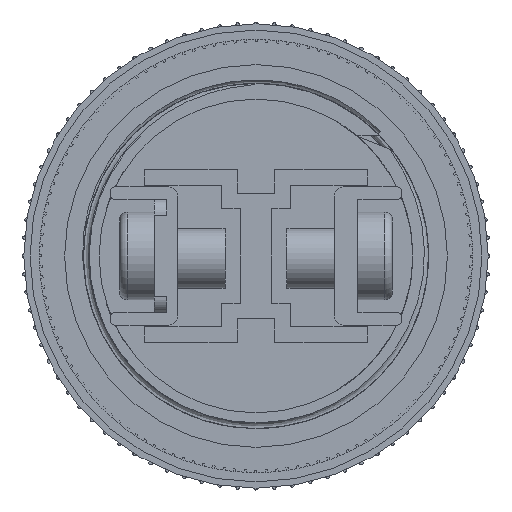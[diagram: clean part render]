
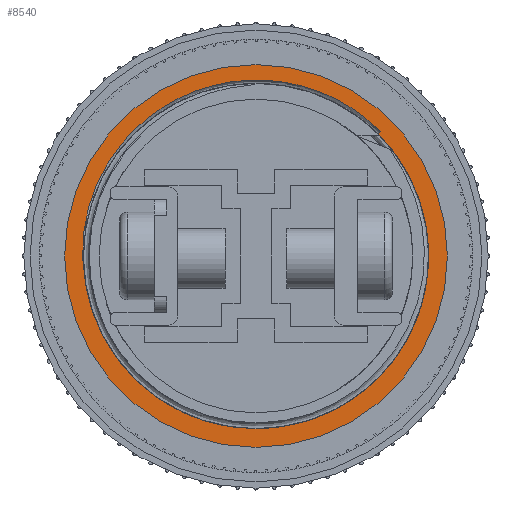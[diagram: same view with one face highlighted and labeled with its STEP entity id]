
A CAD part, front view. The second image highlights one B-rep face of the part: STEP entity #8540.
In plain terms, the highlighted planar face has unit normal (0, -1, 0).
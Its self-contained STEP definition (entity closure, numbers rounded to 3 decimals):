
#541 = CARTESIAN_POINT ( 'NONE',  ( 7.944, 20., 7.944 ) ) ;
#651 = CARTESIAN_POINT ( 'NONE',  ( 7.528, 20., 8.359 ) ) ;
#713 = CARTESIAN_POINT ( 'NONE',  ( 7.082, 20., 8.739 ) ) ;
#911 = CARTESIAN_POINT ( 'NONE',  ( 6.135, 20., 9.427 ) ) ;
#1036 = CARTESIAN_POINT ( 'NONE',  ( 5.631, 20., 9.735 ) ) ;
#1100 = CARTESIAN_POINT ( 'NONE',  ( 4.595, 20., 10.263 ) ) ;
#1115 = CIRCLE ( 'NONE', #9684, 11. ) ;
#1213 = CARTESIAN_POINT ( 'NONE',  ( 4.06, 20., 10.485 ) ) ;
#1382 = CARTESIAN_POINT ( 'NONE',  ( 2.954, 20., 10.846 ) ) ;
#1571 = CARTESIAN_POINT ( 'NONE',  ( 2.379, 20., 10.985 ) ) ;
#1607 = ORIENTED_EDGE ( 'NONE', *, *, #10289, .T. ) ;
#1828 = CARTESIAN_POINT ( 'NONE',  ( 1.228, 20., 11.169 ) ) ;
#1972 = DIRECTION ( 'NONE',  ( 0., 1., 0. ) ) ;
#1998 = CARTESIAN_POINT ( 'NONE',  ( 0.651, 20., 11.216 ) ) ;
#2472 = EDGE_CURVE ( 'NONE', #17635, #47503, #22967, .T. ) ;
#2715 = CARTESIAN_POINT ( 'NONE',  ( -0.22, 20., 11.218 ) ) ;
#2831 = CARTESIAN_POINT ( 'NONE',  ( -0.511, 20., 11.208 ) ) ;
#2901 = CARTESIAN_POINT ( 'NONE',  ( -1.095, 20., 11.164 ) ) ;
#3345 = CARTESIAN_POINT ( 'NONE',  ( -1.388, 20., 11.13 ) ) ;
#3449 = CARTESIAN_POINT ( 'NONE',  ( -2.253, 20., 10.995 ) ) ;
#3638 = CARTESIAN_POINT ( 'NONE',  ( -2.818, 20., 10.861 ) ) ;
#3689 = EDGE_CURVE ( 'NONE', #32883, #46929, #26147, .T. ) ;
#3706 = CARTESIAN_POINT ( 'NONE',  ( -3.646, 20., 10.595 ) ) ;
#3829 = CARTESIAN_POINT ( 'NONE',  ( -3.919, 20., 10.495 ) ) ;
#3895 = CARTESIAN_POINT ( 'NONE',  ( -4.459, 20., 10.274 ) ) ;
#3903 = CARTESIAN_POINT ( 'NONE',  ( -4.727, 20., 10.152 ) ) ;
#4072 = CARTESIAN_POINT ( 'NONE',  ( -6.034, 20., 9.491 ) ) ;
#4081 = CARTESIAN_POINT ( 'NONE',  ( -6.976, 20., 8.812 ) ) ;
#4264 = VECTOR ( 'NONE', #11441, 1000. ) ;
#4378 = CARTESIAN_POINT ( 'NONE',  ( -8.644, 20., 7.156 ) ) ;
#4736 = CARTESIAN_POINT ( 'NONE',  ( -9.329, 20., 6.22 ) ) ;
#4798 = CARTESIAN_POINT ( 'NONE',  ( -10.129, 20., 4.652 ) ) ;
#4922 = CARTESIAN_POINT ( 'NONE',  ( -10.353, 20., 4.112 ) ) ;
#5059 = CARTESIAN_POINT ( 'NONE',  ( -10.709, 20., 3.008 ) ) ;
#5106 = CARTESIAN_POINT ( 'NONE',  ( -10.843, 20., 2.443 ) ) ;
#5176 = CARTESIAN_POINT ( 'NONE',  ( -10.976, 20., 1.575 ) ) ;
#5531 = CARTESIAN_POINT ( 'NONE',  ( -11.008, 20., 1.282 ) ) ;
#5641 = CARTESIAN_POINT ( 'NONE',  ( -11.049, 20., 0.698 ) ) ;
#5702 = CARTESIAN_POINT ( 'NONE',  ( -11.057, 20., 0.407 ) ) ;
#5712 = CARTESIAN_POINT ( 'NONE',  ( -10.879, 20., -1.627 ) ) ;
#6014 = EDGE_CURVE ( 'NONE', #47503, #17635, #30320, .T. ) ;
#6094 = EDGE_CURVE ( 'NONE', #37734, #46929, #16836, .T. ) ;
#7409 = CARTESIAN_POINT ( 'NONE',  ( -10.991, 20., -1.05 ) ) ;
#8540 = ADVANCED_FACE ( 'NONE', ( #23926, #31976 ), #28328, .F. ) ;
#8702 = CARTESIAN_POINT ( 'NONE',  ( -11.046, 20., -0.466 ) ) ;
#8717 = AXIS2_PLACEMENT_3D ( 'NONE', #9935, #26019, #25951 ) ;
#9044 = DIRECTION ( 'NONE',  ( 0., 1., 0. ) ) ;
#9684 = AXIS2_PLACEMENT_3D ( 'NONE', #27137, #1972, #31095 ) ;
#9935 = CARTESIAN_POINT ( 'NONE',  ( 0., 20., 0. ) ) ;
#10289 = EDGE_CURVE ( 'NONE', #37734, #26193, #24348, .T. ) ;
#10462 = ORIENTED_EDGE ( 'NONE', *, *, #3689, .T. ) ;
#10530 = EDGE_CURVE ( 'NONE', #26193, #32883, #1115, .T. ) ;
#11383 = CARTESIAN_POINT ( 'NONE',  ( 0., 20., 0. ) ) ;
#11441 = DIRECTION ( 'NONE',  ( 0.707, 0., 0.707 ) ) ;
#12054 = DIRECTION ( 'NONE',  ( 0., 0., 1. ) ) ;
#12065 = DIRECTION ( 'NONE',  ( 0., 1., 0. ) ) ;
#12103 = CARTESIAN_POINT ( 'NONE',  ( 0., 20., 0. ) ) ;
#13206 = AXIS2_PLACEMENT_3D ( 'NONE', #27586, #27428, #27416 ) ;
#16836 = LINE ( 'NONE', #11383, #4264 ) ;
#17635 = VERTEX_POINT ( 'NONE', #36206 ) ;
#20531 = ORIENTED_EDGE ( 'NONE', *, *, #6014, .F. ) ;
#22967 = CIRCLE ( 'NONE', #8717, 12.2 ) ;
#23926 = FACE_OUTER_BOUND ( 'NONE', #34687, .T. ) ;
#24348 = CIRCLE ( 'NONE', #30157, 11. ) ;
#25682 = CARTESIAN_POINT ( 'NONE',  ( 0., 20., -11. ) ) ;
#25951 = DIRECTION ( 'NONE',  ( 0., 0., 1. ) ) ;
#26019 = DIRECTION ( 'NONE',  ( 0., 1., 0. ) ) ;
#26147 = B_SPLINE_CURVE_WITH_KNOTS ( 'NONE', 3,
 ( #5712, #7409, #8702, #5702, #5641, #5531, #5176, #5106, #5059, #4922, #4798, #4736, #4378, #4081, #4072, #3903, #3895, #3829, #3706, #3638, #3449, #3345, #2901, #2831, #2715, #1998, #1828, #1571, #1382, #1213, #1100, #1036, #911, #713, #651, #541 ),
 .UNSPECIFIED., .F., .F.,
 ( 4, 2, 2, 2, 2, 2, 2, 2, 2, 2, 2, 2, 2, 2, 2, 2, 2, 4 ),
 ( 0.029, 0.03, 0.031, 0.032, 0.034, 0.036, 0.039, 0.043, 0.044, 0.045, 0.046, 0.047, 0.048, 0.05, 0.052, 0.054, 0.055, 0.057 ),
 .UNSPECIFIED. ) ;
#26193 = VERTEX_POINT ( 'NONE', #25682 ) ;
#27137 = CARTESIAN_POINT ( 'NONE',  ( 0., 20., 0. ) ) ;
#27416 = DIRECTION ( 'NONE',  ( 0., 0., 1. ) ) ;
#27428 = DIRECTION ( 'NONE',  ( 0., 1., 0. ) ) ;
#27586 = CARTESIAN_POINT ( 'NONE',  ( 0., 20., 0. ) ) ;
#28328 = PLANE ( 'NONE',  #13206 ) ;
#28586 = ORIENTED_EDGE ( 'NONE', *, *, #2472, .F. ) ;
#30157 = AXIS2_PLACEMENT_3D ( 'NONE', #33642, #9044, #37581 ) ;
#30320 = CIRCLE ( 'NONE', #43762, 12.2 ) ;
#31095 = DIRECTION ( 'NONE',  ( 0., 0., 1. ) ) ;
#31976 = FACE_BOUND ( 'NONE', #44937, .T. ) ;
#32883 = VERTEX_POINT ( 'NONE', #45605 ) ;
#33642 = CARTESIAN_POINT ( 'NONE',  ( 0., 20., 0. ) ) ;
#34687 = EDGE_LOOP ( 'NONE', ( #20531, #28586 ) ) ;
#36206 = CARTESIAN_POINT ( 'NONE',  ( 0., 20., 12.2 ) ) ;
#37581 = DIRECTION ( 'NONE',  ( 0., 0., 1. ) ) ;
#37734 = VERTEX_POINT ( 'NONE', #44328 ) ;
#38329 = ORIENTED_EDGE ( 'NONE', *, *, #6094, .F. ) ;
#43762 = AXIS2_PLACEMENT_3D ( 'NONE', #12103, #12065, #12054 ) ;
#43848 = CARTESIAN_POINT ( 'NONE',  ( 0., 20., -12.2 ) ) ;
#44328 = CARTESIAN_POINT ( 'NONE',  ( 7.778, 20., 7.778 ) ) ;
#44409 = ORIENTED_EDGE ( 'NONE', *, *, #10530, .T. ) ;
#44937 = EDGE_LOOP ( 'NONE', ( #38329, #1607, #44409, #10462 ) ) ;
#45605 = CARTESIAN_POINT ( 'NONE',  ( -10.879, 20., -1.627 ) ) ;
#46929 = VERTEX_POINT ( 'NONE', #49063 ) ;
#47503 = VERTEX_POINT ( 'NONE', #43848 ) ;
#49063 = CARTESIAN_POINT ( 'NONE',  ( 7.944, 20., 7.944 ) ) ;
